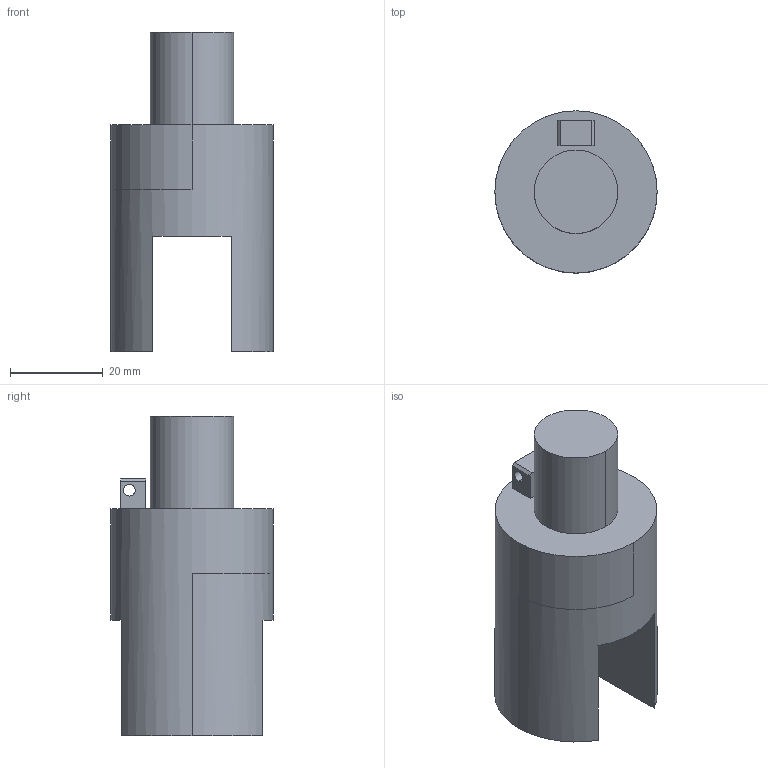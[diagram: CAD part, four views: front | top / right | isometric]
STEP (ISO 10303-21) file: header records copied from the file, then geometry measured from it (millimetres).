
FILE_DESCRIPTION(/* description */ (''),/* implementation_level */ '2;1');
FILE_NAME(/* name */ 'A75030.stp',/* time_stamp */ '2010-09-16T09:35:12+02:00',/* author */ (''),/* organization */ (''),/* preprocessor_version */ 'ST-DEVELOPER v11',/* originating_system */ 'UGS - NX 5.0',/* authorisation */ '');
FILE_SCHEMA (('AUTOMOTIVE_DESIGN { 1 0 10303 214 1 1 1 1 }'));
Length unit declared in the file: millimetre
Products named in the file (1): A75030
Bounding box: 35 x 35 x 69 mm (x, y, z)
Volume: 38205 mm3; surface area: 9307.9 mm2
Topology: 1 solids, 1 shells, 20 faces, 52 edges, 36 vertices
Faces by surface type: plane 14, cylinder 6
Entity records: 654 total; most frequent: DIRECTION 112, CARTESIAN_POINT 109, ORIENTED_EDGE 104, EDGE_CURVE 52, AXIS2_PLACEMENT_3D 39, VERTEX_POINT 36, LINE 34, VECTOR 34
